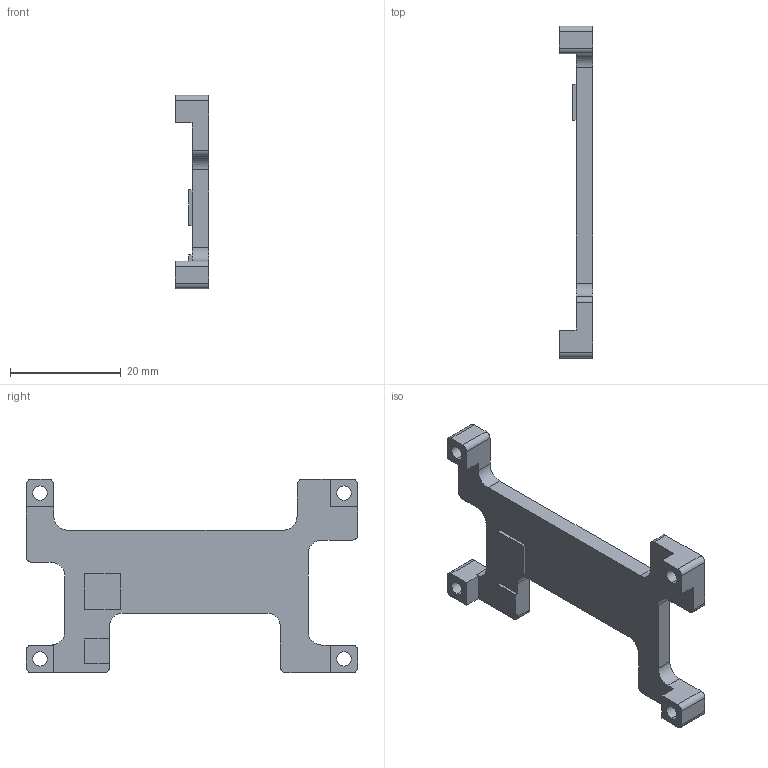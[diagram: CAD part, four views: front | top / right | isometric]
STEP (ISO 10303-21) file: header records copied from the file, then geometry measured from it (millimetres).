
FILE_DESCRIPTION (( 'STEP AP214' ), '1' );
FILE_NAME ('2101-MC-PT-0008.step', '2017-11-23T19:51:59', ( '' ), ( '' ), 'SwSTEP 2.0', 'SolidWorks 2017', '' );
FILE_SCHEMA (( 'AUTOMOTIVE_DESIGN' ));
Length unit declared in the file: millimetre
Products named in the file (1): 2101-MC-PT-0008
Bounding box: 6 x 60 x 35 mm (x, y, z)
Volume: 3481.9 mm3; surface area: 3339.8 mm2
Topology: 1 solids, 1 shells, 68 faces, 195 edges, 130 vertices
Faces by surface type: plane 40, cylinder 28
Entity records: 2285 total; most frequent: CARTESIAN_POINT 394, ORIENTED_EDGE 390, DIRECTION 389, EDGE_CURVE 195, LINE 139, VECTOR 139, VERTEX_POINT 130, AXIS2_PLACEMENT_3D 125
